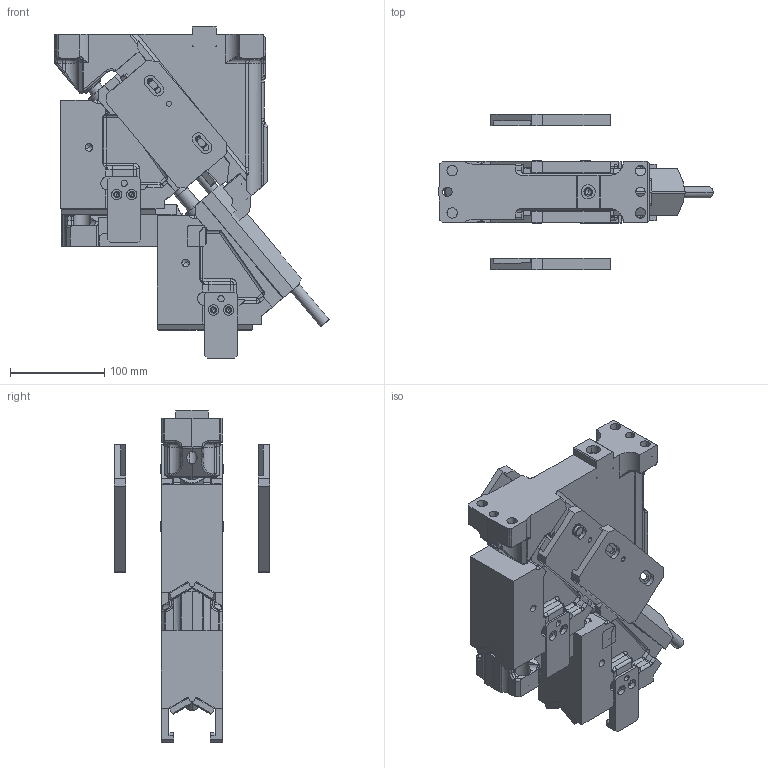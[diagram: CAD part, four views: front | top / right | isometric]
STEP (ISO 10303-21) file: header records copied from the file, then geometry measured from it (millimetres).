
FILE_DESCRIPTION(('CATIA V5 STEP Exchange','CAx-IF Rec.Pracs.--- Model Styling and Organization---1.5--- 2016-08-15','CAx-IF Rec.Pracs.---Supplemental Geometry---1.0---2011-11-01','CAx-IF Rec.Pracs.--- Composite Materials ---1.1---2010-07-15'),'2;1');
FILE_NAME('KM_27000_O-KS_065-00__01.stp','2023-04-07T09:26:00+00:00',('none'),('none'),'CATIA Version 5-6 Release 2020 SP3 HF9','CATIA V5 STEP AP214 Edition 3 v2','none');
FILE_SCHEMA(('AUTOMOTIVE_DESIGN { 1 0 10303 214 3 1 1 1 }'));
Products named in the file (1): KM_27000_O-KS_065-00__01
Bounding box: 291.29 x 165 x 352.57 mm (x, y, z)
Volume: 3063618.5 mm3; surface area: 468147.8 mm2
Topology: 7 solids, 13 shells, 1842 faces, 12833 edges, 11296 vertices
Faces by surface type: plane 807, cylinder 682, cone 150, bspline 118, sphere 46, torus 39
Entity records: 127045 total; most frequent: CARTESIAN_POINT 44978, DIRECTION 14335, VECTOR 10533, LINE 10533, ORIENTED_EDGE 9496, COMPOSITE_CURVE_SEGMENT 7967, TRIMMED_CURVE 7967, EDGE_CURVE 4748
